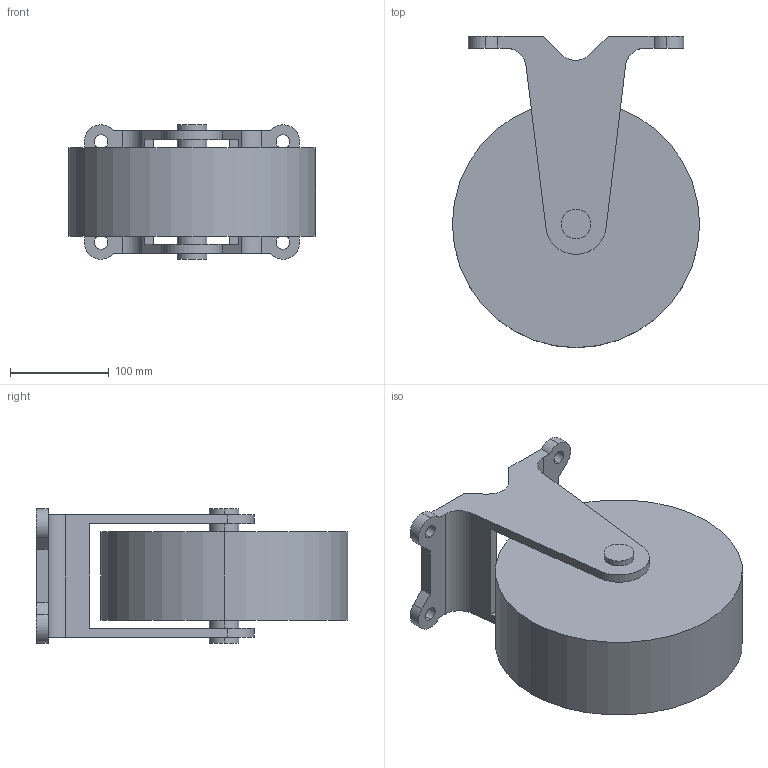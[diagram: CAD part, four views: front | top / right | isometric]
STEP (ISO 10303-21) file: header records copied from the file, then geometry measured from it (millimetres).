
FILE_DESCRIPTION (( 'STEP AP203' ), '1' );
FILE_NAME ('K-510-250.STEP', '2013-04-16T09:30:02', ( '' ), ( '' ), 'SwSTEP 2.0', 'SolidWorks 2012', '' );
FILE_SCHEMA (( 'CONFIG_CONTROL_DESIGN' ));
Length unit declared in the file: millimetre
Products named in the file (1): K-510-250
Bounding box: 250 x 315 x 136 mm (x, y, z)
Volume: 4990624 mm3; surface area: 297109.2 mm2
Topology: 1 solids, 1 shells, 58 faces, 162 edges, 108 vertices
Faces by surface type: cylinder 30, plane 28
Entity records: 1987 total; most frequent: DIRECTION 340, CARTESIAN_POINT 329, ORIENTED_EDGE 324, EDGE_CURVE 162, AXIS2_PLACEMENT_3D 119, VERTEX_POINT 108, VECTOR 102, LINE 102
